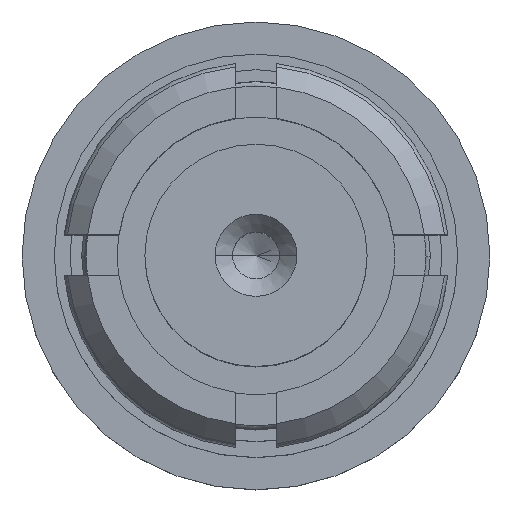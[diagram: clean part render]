
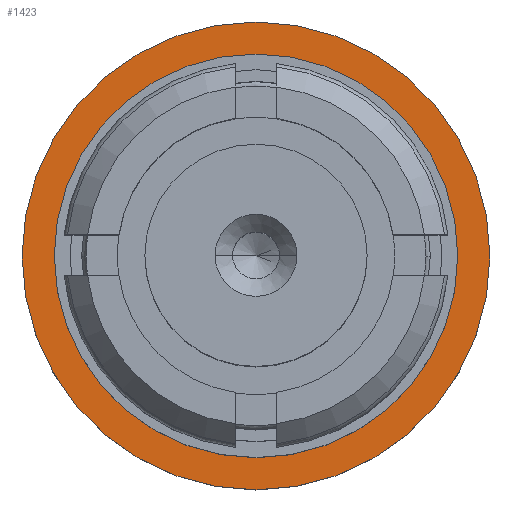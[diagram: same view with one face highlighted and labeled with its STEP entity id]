
A CAD part, top view. The second image highlights one B-rep face of the part: STEP entity #1423.
In plain terms, the highlighted planar face has unit normal (0, 0, 1).
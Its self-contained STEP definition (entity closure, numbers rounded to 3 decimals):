
#37 = EDGE_CURVE ( 'NONE', #2303, #77, #2722, .T. ) ;
#45 = PLANE ( 'NONE',  #2489 ) ;
#54 = CARTESIAN_POINT ( 'NONE',  ( -2., 0., 3.6 ) ) ;
#77 = VERTEX_POINT ( 'NONE', #2696 ) ;
#140 = CIRCLE ( 'NONE', #2067, 2. ) ;
#165 = EDGE_CURVE ( 'NONE', #77, #2303, #2387, .T. ) ;
#273 = CARTESIAN_POINT ( 'NONE',  ( 0., 0., 3.6 ) ) ;
#477 = ORIENTED_EDGE ( 'NONE', *, *, #165, .F. ) ;
#486 = EDGE_LOOP ( 'NONE', ( #477, #2541 ) ) ;
#543 = CARTESIAN_POINT ( 'NONE',  ( 0., 0., 3.6 ) ) ;
#726 = DIRECTION ( 'NONE',  ( 1., 0., 0. ) ) ;
#799 = DIRECTION ( 'NONE',  ( 1., 0., 0. ) ) ;
#857 = FACE_OUTER_BOUND ( 'NONE', #1070, .T. ) ;
#880 = CIRCLE ( 'NONE', #1267, 2. ) ;
#1070 = EDGE_LOOP ( 'NONE', ( #2941, #1275 ) ) ;
#1267 = AXIS2_PLACEMENT_3D ( 'NONE', #2896, #1900, #2911 ) ;
#1275 = ORIENTED_EDGE ( 'NONE', *, *, #2447, .T. ) ;
#1384 = VERTEX_POINT ( 'NONE', #54 ) ;
#1423 = ADVANCED_FACE ( 'NONE', ( #2224, #857 ), #45, .T. ) ;
#1629 = AXIS2_PLACEMENT_3D ( 'NONE', #2953, #1962, #726 ) ;
#1781 = DIRECTION ( 'NONE',  ( 1., 0., 0. ) ) ;
#1786 = AXIS2_PLACEMENT_3D ( 'NONE', #2749, #2760, #799 ) ;
#1900 = DIRECTION ( 'NONE',  ( 0., 0., 1. ) ) ;
#1906 = CARTESIAN_POINT ( 'NONE',  ( 2., 0., 3.6 ) ) ;
#1962 = DIRECTION ( 'NONE',  ( 0., 0., 1. ) ) ;
#2024 = VERTEX_POINT ( 'NONE', #1906 ) ;
#2067 = AXIS2_PLACEMENT_3D ( 'NONE', #543, #2282, #2770 ) ;
#2224 = FACE_BOUND ( 'NONE', #486, .T. ) ;
#2282 = DIRECTION ( 'NONE',  ( 0., 0., 1. ) ) ;
#2303 = VERTEX_POINT ( 'NONE', #2636 ) ;
#2387 = CIRCLE ( 'NONE', #1786, 1.725 ) ;
#2447 = EDGE_CURVE ( 'NONE', #2024, #1384, #140, .T. ) ;
#2489 = AXIS2_PLACEMENT_3D ( 'NONE', #273, #2762, #1781 ) ;
#2541 = ORIENTED_EDGE ( 'NONE', *, *, #37, .F. ) ;
#2636 = CARTESIAN_POINT ( 'NONE',  ( 1.725, 0., 3.6 ) ) ;
#2696 = CARTESIAN_POINT ( 'NONE',  ( -1.725, 0., 3.6 ) ) ;
#2722 = CIRCLE ( 'NONE', #1629, 1.725 ) ;
#2749 = CARTESIAN_POINT ( 'NONE',  ( 0., 0., 3.6 ) ) ;
#2760 = DIRECTION ( 'NONE',  ( 0., 0., 1. ) ) ;
#2762 = DIRECTION ( 'NONE',  ( 0., 0., 1. ) ) ;
#2770 = DIRECTION ( 'NONE',  ( 1., 0., 0. ) ) ;
#2847 = EDGE_CURVE ( 'NONE', #1384, #2024, #880, .T. ) ;
#2896 = CARTESIAN_POINT ( 'NONE',  ( 0., 0., 3.6 ) ) ;
#2911 = DIRECTION ( 'NONE',  ( 1., 0., 0. ) ) ;
#2941 = ORIENTED_EDGE ( 'NONE', *, *, #2847, .T. ) ;
#2953 = CARTESIAN_POINT ( 'NONE',  ( 0., 0., 3.6 ) ) ;
